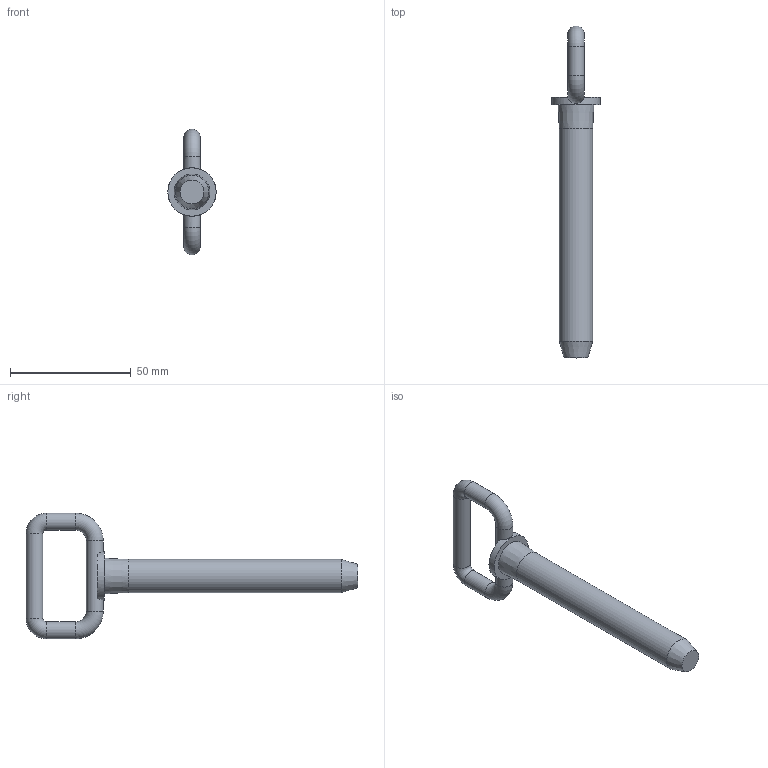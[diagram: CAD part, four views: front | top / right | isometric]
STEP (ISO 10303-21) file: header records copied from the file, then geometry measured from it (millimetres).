
FILE_DESCRIPTION(/* description */ (''),/* implementation_level */ '2;1');
FILE_NAME(/* name */ 'Traktorstift_v2.step',/* time_stamp */ '2025-03-29T15:31:42+01:00',/* author */ (''),/* organization */ (''),/* preprocessor_version */ 'ST-DEVELOPER v20.1',/* originating_system */ 'Autodesk Translation Framework v14.4.0.0',/* authorisation */ '');
FILE_SCHEMA (('AUTOMOTIVE_DESIGN { 1 0 10303 214 3 1 1 }'));
Length unit declared in the file: millimetre
Products named in the file (1): Traktorstift
Bounding box: 20 x 137.5 x 52 mm (x, y, z)
Volume: 21312.4 mm3; surface area: 7773 mm2
Topology: 1 solids, 1 shells, 16 faces, 42 edges, 28 vertices
Faces by surface type: cylinder 6, plane 4, torus 4, cone 2
Full cylindrical faces by diameter (mm): 7 x4, 13.85 x1, 20 x1
Entity records: 583 total; most frequent: CARTESIAN_POINT 121, DIRECTION 104, ORIENTED_EDGE 84, AXIS2_PLACEMENT_3D 47, EDGE_CURVE 42, CIRCLE 30, VERTEX_POINT 28, EDGE_LOOP 18
